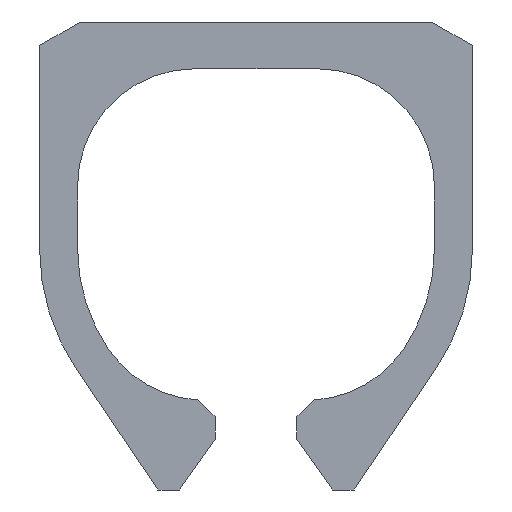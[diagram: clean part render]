
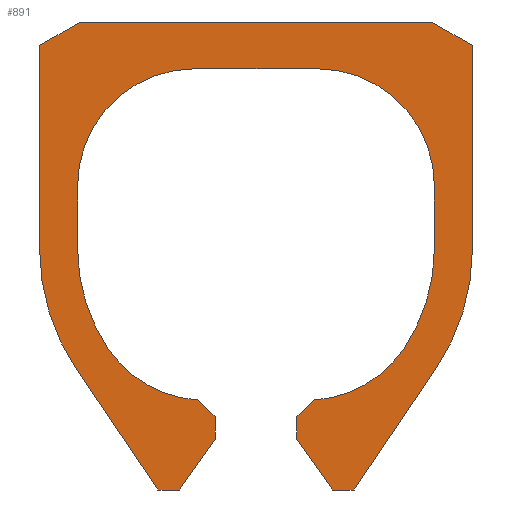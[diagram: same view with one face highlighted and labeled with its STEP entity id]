
A CAD part, front view. The second image highlights one B-rep face of the part: STEP entity #891.
In plain terms, the highlighted planar face has unit normal (0, -1, 0).
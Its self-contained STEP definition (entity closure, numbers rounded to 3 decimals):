
#156=AXIS2_PLACEMENT_3D('Circle Axis2P3D',#154,#155,$) ;
#342=AXIS2_PLACEMENT_3D('Circle Axis2P3D',#340,#341,$) ;
#373=AXIS2_PLACEMENT_3D('Circle Axis2P3D',#371,#372,$) ;
#435=AXIS2_PLACEMENT_3D('Circle Axis2P3D',#433,#434,$) ;
#497=AXIS2_PLACEMENT_3D('Circle Axis2P3D',#495,#496,$) ;
#554=AXIS2_PLACEMENT_3D('Circle Axis2P3D',#552,#553,$) ;
#585=AXIS2_PLACEMENT_3D('Circle Axis2P3D',#583,#584,$) ;
#761=AXIS2_PLACEMENT_3D('Circle Axis2P3D',#759,#760,$) ;
#861=AXIS2_PLACEMENT_3D('Plane Axis2P3D',#858,#859,#860) ;
#44=CARTESIAN_POINT('Vertex',(6.7,0.,8.)) ;
#58=CARTESIAN_POINT('Vertex',(0.7,0.,8.)) ;
#61=CARTESIAN_POINT('Line Origine',(3.7,0.,8.)) ;
#89=CARTESIAN_POINT('Vertex',(0.,0.,7.6)) ;
#92=CARTESIAN_POINT('Line Origine',(0.35,0.,7.8)) ;
#120=CARTESIAN_POINT('Vertex',(0.,0.,4.126)) ;
#123=CARTESIAN_POINT('Line Origine',(0.,0.,5.863)) ;
#151=CARTESIAN_POINT('Vertex',(0.635,0.,2.054)) ;
#154=CARTESIAN_POINT('Axis2P3D Location',(3.7,0.,4.126)) ;
#182=CARTESIAN_POINT('Vertex',(2.023,0.,0.)) ;
#185=CARTESIAN_POINT('Line Origine',(1.329,0.,1.027)) ;
#213=CARTESIAN_POINT('Vertex',(2.391,0.,0.)) ;
#216=CARTESIAN_POINT('Line Origine',(2.207,0.,0.)) ;
#244=CARTESIAN_POINT('Vertex',(3.,0.,0.869)) ;
#247=CARTESIAN_POINT('Line Origine',(2.696,0.,0.435)) ;
#275=CARTESIAN_POINT('Vertex',(3.,0.,1.252)) ;
#278=CARTESIAN_POINT('Line Origine',(3.,0.,1.061)) ;
#306=CARTESIAN_POINT('Vertex',(2.714,0.,1.538)) ;
#309=CARTESIAN_POINT('Line Origine',(2.857,0.,1.395)) ;
#337=CARTESIAN_POINT('Vertex',(1.18,0.,2.408)) ;
#340=CARTESIAN_POINT('Axis2P3D Location',(2.832,0.,3.535)) ;
#368=CARTESIAN_POINT('Vertex',(0.65,0.,4.126)) ;
#371=CARTESIAN_POINT('Axis2P3D Location',(3.7,0.,4.126)) ;
#399=CARTESIAN_POINT('Vertex',(0.65,0.,5.2)) ;
#402=CARTESIAN_POINT('Line Origine',(0.65,0.,4.663)) ;
#430=CARTESIAN_POINT('Vertex',(2.65,0.,7.2)) ;
#433=CARTESIAN_POINT('Axis2P3D Location',(2.65,0.,5.2)) ;
#461=CARTESIAN_POINT('Vertex',(4.75,0.,7.2)) ;
#464=CARTESIAN_POINT('Line Origine',(3.7,0.,7.2)) ;
#492=CARTESIAN_POINT('Vertex',(6.75,0.,5.2)) ;
#495=CARTESIAN_POINT('Axis2P3D Location',(4.75,0.,5.2)) ;
#523=CARTESIAN_POINT('Vertex',(6.75,0.,4.126)) ;
#526=CARTESIAN_POINT('Line Origine',(6.75,0.,4.663)) ;
#549=CARTESIAN_POINT('Vertex',(6.22,0.,2.408)) ;
#552=CARTESIAN_POINT('Axis2P3D Location',(3.7,0.,4.126)) ;
#580=CARTESIAN_POINT('Vertex',(4.686,0.,1.538)) ;
#583=CARTESIAN_POINT('Axis2P3D Location',(4.568,0.,3.535)) ;
#611=CARTESIAN_POINT('Vertex',(4.4,0.,1.252)) ;
#614=CARTESIAN_POINT('Line Origine',(4.543,0.,1.395)) ;
#642=CARTESIAN_POINT('Vertex',(4.4,0.,0.869)) ;
#645=CARTESIAN_POINT('Line Origine',(4.4,0.,1.061)) ;
#673=CARTESIAN_POINT('Vertex',(5.009,0.,0.)) ;
#676=CARTESIAN_POINT('Line Origine',(4.704,0.,0.435)) ;
#699=CARTESIAN_POINT('Vertex',(5.377,0.,0.)) ;
#702=CARTESIAN_POINT('Line Origine',(5.193,0.,0.)) ;
#730=CARTESIAN_POINT('Vertex',(6.765,0.,2.054)) ;
#733=CARTESIAN_POINT('Line Origine',(6.071,0.,1.027)) ;
#756=CARTESIAN_POINT('Vertex',(7.4,0.,4.126)) ;
#759=CARTESIAN_POINT('Axis2P3D Location',(3.7,0.,4.126)) ;
#787=CARTESIAN_POINT('Vertex',(7.4,0.,7.6)) ;
#790=CARTESIAN_POINT('Line Origine',(7.4,0.,5.863)) ;
#812=CARTESIAN_POINT('Line Origine',(7.05,0.,7.8)) ;
#858=CARTESIAN_POINT('Axis2P3D Location',(3.7,0.,8.)) ;
#62=DIRECTION('Vector Direction',(-1.,0.,0.)) ;
#93=DIRECTION('Vector Direction',(0.868,0.,0.496)) ;
#124=DIRECTION('Vector Direction',(0.,0.,1.)) ;
#155=DIRECTION('Axis2P3D Direction',(0.,-1.,0.)) ;
#186=DIRECTION('Vector Direction',(0.56,0.,-0.828)) ;
#217=DIRECTION('Vector Direction',(1.,0.,0.)) ;
#248=DIRECTION('Vector Direction',(0.574,0.,0.819)) ;
#279=DIRECTION('Vector Direction',(0.,0.,-1.)) ;
#310=DIRECTION('Vector Direction',(0.707,0.,-0.707)) ;
#341=DIRECTION('Axis2P3D Direction',(0.,-1.,0.)) ;
#372=DIRECTION('Axis2P3D Direction',(0.,-1.,0.)) ;
#403=DIRECTION('Vector Direction',(0.,0.,1.)) ;
#434=DIRECTION('Axis2P3D Direction',(0.,-1.,0.)) ;
#465=DIRECTION('Vector Direction',(1.,0.,0.)) ;
#496=DIRECTION('Axis2P3D Direction',(0.,-1.,0.)) ;
#527=DIRECTION('Vector Direction',(0.,0.,1.)) ;
#553=DIRECTION('Axis2P3D Direction',(0.,-1.,0.)) ;
#584=DIRECTION('Axis2P3D Direction',(0.,-1.,0.)) ;
#615=DIRECTION('Vector Direction',(-0.707,0.,-0.707)) ;
#646=DIRECTION('Vector Direction',(0.,0.,-1.)) ;
#677=DIRECTION('Vector Direction',(-0.574,0.,0.819)) ;
#703=DIRECTION('Vector Direction',(1.,0.,0.)) ;
#734=DIRECTION('Vector Direction',(-0.56,0.,-0.828)) ;
#760=DIRECTION('Axis2P3D Direction',(0.,-1.,0.)) ;
#791=DIRECTION('Vector Direction',(0.,0.,1.)) ;
#813=DIRECTION('Vector Direction',(-0.868,0.,0.496)) ;
#859=DIRECTION('Axis2P3D Direction',(0.,-1.,0.)) ;
#860=DIRECTION('Axis2P3D XDirection',(1.,0.,0.)) ;
#63=VECTOR('Line Direction',#62,1.) ;
#94=VECTOR('Line Direction',#93,1.) ;
#125=VECTOR('Line Direction',#124,1.) ;
#187=VECTOR('Line Direction',#186,1.) ;
#218=VECTOR('Line Direction',#217,1.) ;
#249=VECTOR('Line Direction',#248,1.) ;
#280=VECTOR('Line Direction',#279,1.) ;
#311=VECTOR('Line Direction',#310,1.) ;
#404=VECTOR('Line Direction',#403,1.) ;
#466=VECTOR('Line Direction',#465,1.) ;
#528=VECTOR('Line Direction',#527,1.) ;
#616=VECTOR('Line Direction',#615,1.) ;
#647=VECTOR('Line Direction',#646,1.) ;
#678=VECTOR('Line Direction',#677,1.) ;
#704=VECTOR('Line Direction',#703,1.) ;
#735=VECTOR('Line Direction',#734,1.) ;
#792=VECTOR('Line Direction',#791,1.) ;
#814=VECTOR('Line Direction',#813,1.) ;
#864=ORIENTED_EDGE('',*,*,#65,.T.) ;
#865=ORIENTED_EDGE('',*,*,#96,.T.) ;
#866=ORIENTED_EDGE('',*,*,#127,.T.) ;
#867=ORIENTED_EDGE('',*,*,#158,.T.) ;
#868=ORIENTED_EDGE('',*,*,#189,.T.) ;
#869=ORIENTED_EDGE('',*,*,#220,.T.) ;
#870=ORIENTED_EDGE('',*,*,#251,.T.) ;
#871=ORIENTED_EDGE('',*,*,#282,.T.) ;
#872=ORIENTED_EDGE('',*,*,#313,.T.) ;
#873=ORIENTED_EDGE('',*,*,#344,.T.) ;
#874=ORIENTED_EDGE('',*,*,#375,.T.) ;
#875=ORIENTED_EDGE('',*,*,#406,.T.) ;
#876=ORIENTED_EDGE('',*,*,#437,.T.) ;
#877=ORIENTED_EDGE('',*,*,#468,.T.) ;
#878=ORIENTED_EDGE('',*,*,#499,.T.) ;
#879=ORIENTED_EDGE('',*,*,#530,.T.) ;
#880=ORIENTED_EDGE('',*,*,#556,.T.) ;
#881=ORIENTED_EDGE('',*,*,#587,.T.) ;
#882=ORIENTED_EDGE('',*,*,#618,.T.) ;
#883=ORIENTED_EDGE('',*,*,#649,.T.) ;
#884=ORIENTED_EDGE('',*,*,#680,.T.) ;
#885=ORIENTED_EDGE('',*,*,#706,.T.) ;
#886=ORIENTED_EDGE('',*,*,#737,.T.) ;
#887=ORIENTED_EDGE('',*,*,#763,.T.) ;
#888=ORIENTED_EDGE('',*,*,#794,.T.) ;
#889=ORIENTED_EDGE('',*,*,#816,.T.) ;
#891=ADVANCED_FACE('S3D GEDREHT',(#890),#862,.T.) ;
#157=CIRCLE('generated circle',#156,3.7) ;
#343=CIRCLE('generated circle',#342,2.) ;
#374=CIRCLE('generated circle',#373,3.05) ;
#436=CIRCLE('generated circle',#435,2.) ;
#498=CIRCLE('generated circle',#497,2.) ;
#555=CIRCLE('generated circle',#554,3.05) ;
#586=CIRCLE('generated circle',#585,2.) ;
#762=CIRCLE('generated circle',#761,3.7) ;
#65=EDGE_CURVE('',#45,#59,#64,.T.) ;
#96=EDGE_CURVE('',#59,#90,#95,.F.) ;
#127=EDGE_CURVE('',#90,#121,#126,.F.) ;
#158=EDGE_CURVE('',#121,#152,#157,.T.) ;
#189=EDGE_CURVE('',#152,#183,#188,.T.) ;
#220=EDGE_CURVE('',#183,#214,#219,.T.) ;
#251=EDGE_CURVE('',#214,#245,#250,.T.) ;
#282=EDGE_CURVE('',#245,#276,#281,.F.) ;
#313=EDGE_CURVE('',#276,#307,#312,.F.) ;
#344=EDGE_CURVE('',#307,#338,#343,.F.) ;
#375=EDGE_CURVE('',#338,#369,#374,.F.) ;
#406=EDGE_CURVE('',#369,#400,#405,.T.) ;
#437=EDGE_CURVE('',#400,#431,#436,.F.) ;
#468=EDGE_CURVE('',#431,#462,#467,.T.) ;
#499=EDGE_CURVE('',#462,#493,#498,.F.) ;
#530=EDGE_CURVE('',#493,#524,#529,.F.) ;
#556=EDGE_CURVE('',#524,#550,#555,.F.) ;
#587=EDGE_CURVE('',#550,#581,#586,.F.) ;
#618=EDGE_CURVE('',#581,#612,#617,.T.) ;
#649=EDGE_CURVE('',#612,#643,#648,.T.) ;
#680=EDGE_CURVE('',#643,#674,#679,.F.) ;
#706=EDGE_CURVE('',#674,#700,#705,.T.) ;
#737=EDGE_CURVE('',#700,#731,#736,.F.) ;
#763=EDGE_CURVE('',#731,#757,#762,.T.) ;
#794=EDGE_CURVE('',#757,#788,#793,.T.) ;
#816=EDGE_CURVE('',#788,#45,#815,.T.) ;
#863=EDGE_LOOP('',(#864,#865,#866,#867,#868,#869,#870,#871,#872,#873,#874,#875,#876,#877,#878,#879,#880,#881,#882,#883,#884,#885,#886,#887,#888,#889)) ;
#890=FACE_OUTER_BOUND('',#863,.T.) ;
#64=LINE('Line',#61,#63) ;
#95=LINE('Line',#92,#94) ;
#126=LINE('Line',#123,#125) ;
#188=LINE('Line',#185,#187) ;
#219=LINE('Line',#216,#218) ;
#250=LINE('Line',#247,#249) ;
#281=LINE('Line',#278,#280) ;
#312=LINE('Line',#309,#311) ;
#405=LINE('Line',#402,#404) ;
#467=LINE('Line',#464,#466) ;
#529=LINE('Line',#526,#528) ;
#617=LINE('Line',#614,#616) ;
#648=LINE('Line',#645,#647) ;
#679=LINE('Line',#676,#678) ;
#705=LINE('Line',#702,#704) ;
#736=LINE('Line',#733,#735) ;
#793=LINE('Line',#790,#792) ;
#815=LINE('Line',#812,#814) ;
#862=PLANE('',#861) ;
#45=VERTEX_POINT('',#44) ;
#59=VERTEX_POINT('',#58) ;
#90=VERTEX_POINT('',#89) ;
#121=VERTEX_POINT('',#120) ;
#152=VERTEX_POINT('',#151) ;
#183=VERTEX_POINT('',#182) ;
#214=VERTEX_POINT('',#213) ;
#245=VERTEX_POINT('',#244) ;
#276=VERTEX_POINT('',#275) ;
#307=VERTEX_POINT('',#306) ;
#338=VERTEX_POINT('',#337) ;
#369=VERTEX_POINT('',#368) ;
#400=VERTEX_POINT('',#399) ;
#431=VERTEX_POINT('',#430) ;
#462=VERTEX_POINT('',#461) ;
#493=VERTEX_POINT('',#492) ;
#524=VERTEX_POINT('',#523) ;
#550=VERTEX_POINT('',#549) ;
#581=VERTEX_POINT('',#580) ;
#612=VERTEX_POINT('',#611) ;
#643=VERTEX_POINT('',#642) ;
#674=VERTEX_POINT('',#673) ;
#700=VERTEX_POINT('',#699) ;
#731=VERTEX_POINT('',#730) ;
#757=VERTEX_POINT('',#756) ;
#788=VERTEX_POINT('',#787) ;
